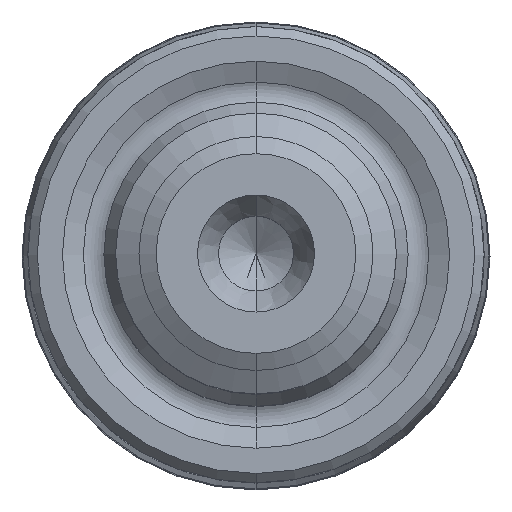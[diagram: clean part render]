
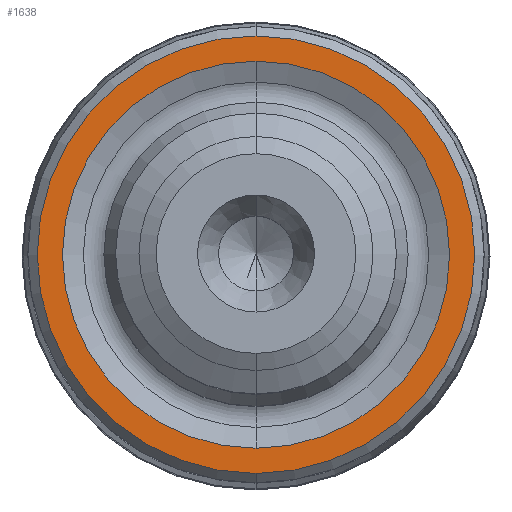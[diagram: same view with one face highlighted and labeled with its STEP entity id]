
A CAD part, top view. The second image highlights one B-rep face of the part: STEP entity #1638.
In plain terms, the highlighted face is planar.
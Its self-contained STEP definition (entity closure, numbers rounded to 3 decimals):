
#511=CARTESIAN_POINT('',(0.,0.,0.));
#512=DIRECTION('',(0.,0.,1.));
#513=DIRECTION('',(0.,1.,0.));
#514=AXIS2_PLACEMENT_3D('',#511,#512,#513);
#519=CARTESIAN_POINT('',(0.,0.,0.));
#520=DIRECTION('',(0.,0.,-1.));
#521=DIRECTION('',(0.,1.,0.));
#522=AXIS2_PLACEMENT_3D('',#519,#520,#521);
#527=CARTESIAN_POINT('',(0.,0.,0.));
#528=DIRECTION('',(0.,0.,-1.));
#529=DIRECTION('',(0.,1.,0.));
#530=AXIS2_PLACEMENT_3D('',#527,#528,#529);
#535=CARTESIAN_POINT('',(0.,0.,0.));
#536=DIRECTION('',(0.,0.,1.));
#537=DIRECTION('',(0.,1.,0.));
#538=AXIS2_PLACEMENT_3D('',#535,#536,#537);
#1123=CARTESIAN_POINT('',(0.,4.136,0.));
#1124=VERTEX_POINT('',#1123);
#1153=CARTESIAN_POINT('',(0.,-4.136,0.));
#1154=VERTEX_POINT('',#1153);
#1155=CARTESIAN_POINT('',(0.,4.675,0.));
#1157=VERTEX_POINT('',#1155);
#1159=CARTESIAN_POINT('',(0.,-4.675,0.));
#1161=VERTEX_POINT('',#1159);
#1623=CARTESIAN_POINT('',(0.,0.,0.));
#1624=DIRECTION('',(0.,0.,-1.));
#1625=DIRECTION('',(0.,-1.,0.));
#1626=AXIS2_PLACEMENT_3D('',#1623,#1624,#1625);
#1627=PLANE('',#1626);
#1628=ORIENTED_EDGE('',*,*,#1605,.T.);
#1629=ORIENTED_EDGE('',*,*,#1616,.F.);
#1630=EDGE_LOOP('',(#1628,#1629));
#1631=FACE_OUTER_BOUND('',#1630,.F.);
#1633=ORIENTED_EDGE('',*,*,#1632,.T.);
#1635=ORIENTED_EDGE('',*,*,#1634,.F.);
#1636=EDGE_LOOP('',(#1633,#1635));
#1637=FACE_BOUND('',#1636,.F.);
#515=CIRCLE('',#514,4.675);
#523=CIRCLE('',#522,4.675);
#531=CIRCLE('',#530,4.136);
#539=CIRCLE('',#538,4.136);
#1605=EDGE_CURVE('',#1157,#1161,#515,.T.);
#1616=EDGE_CURVE('',#1157,#1161,#523,.T.);
#1632=EDGE_CURVE('',#1124,#1154,#531,.T.);
#1634=EDGE_CURVE('',#1124,#1154,#539,.T.);
#1638=ADVANCED_FACE('',(#1631,#1637),#1627,.T.);
